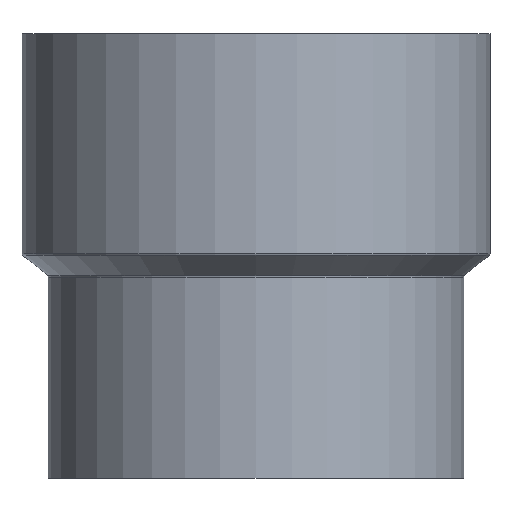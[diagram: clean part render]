
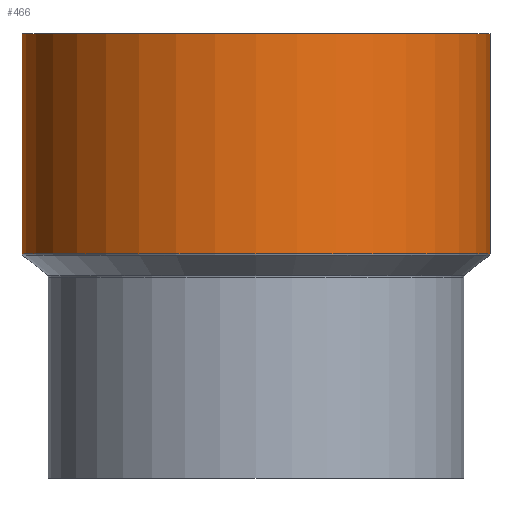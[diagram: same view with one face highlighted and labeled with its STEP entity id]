
A CAD part, front view. The second image highlights one B-rep face of the part: STEP entity #466.
In plain terms, the highlighted cylindrical face has radius 200 mm (diameter 400 mm), a partial arc.
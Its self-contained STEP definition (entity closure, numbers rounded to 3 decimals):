
#10 = ORIENTED_EDGE ( 'NONE', *, *, #629, .T. ) ;
#21 = EDGE_CURVE ( 'NONE', #174, #463, #256, .T. ) ;
#60 = DIRECTION ( 'NONE',  ( 0., 0., -1. ) ) ;
#65 = AXIS2_PLACEMENT_3D ( 'NONE', #279, #480, #639 ) ;
#81 = DIRECTION ( 'NONE',  ( 0., 0., -1. ) ) ;
#82 = EDGE_LOOP ( 'NONE', ( #600, #586, #10, #417 ) ) ;
#141 = AXIS2_PLACEMENT_3D ( 'NONE', #284, #60, #307 ) ;
#143 = CARTESIAN_POINT ( 'NONE',  ( 200., 0., 196.36 ) ) ;
#172 = EDGE_CURVE ( 'NONE', #174, #272, #204, .T. ) ;
#174 = VERTEX_POINT ( 'NONE', #143 ) ;
#187 = VECTOR ( 'NONE', #81, 1000. ) ;
#196 = CARTESIAN_POINT ( 'NONE',  ( -200., 0., 8.321 ) ) ;
#204 = LINE ( 'NONE', #404, #215 ) ;
#215 = VECTOR ( 'NONE', #559, 1000. ) ;
#220 = CARTESIAN_POINT ( 'NONE',  ( -200., 0., 196.36 ) ) ;
#256 = CIRCLE ( 'NONE', #65, 200. ) ;
#272 = VERTEX_POINT ( 'NONE', #612 ) ;
#279 = CARTESIAN_POINT ( 'NONE',  ( 0., 0., 196.36 ) ) ;
#284 = CARTESIAN_POINT ( 'NONE',  ( 0., 0., -16.533 ) ) ;
#294 = DIRECTION ( 'NONE',  ( -1., 0., 0. ) ) ;
#307 = DIRECTION ( 'NONE',  ( -1., 0., 0. ) ) ;
#344 = LINE ( 'NONE', #497, #187 ) ;
#384 = CARTESIAN_POINT ( 'NONE',  ( 0., 0., 8.321 ) ) ;
#404 = CARTESIAN_POINT ( 'NONE',  ( 200., 0., -16.533 ) ) ;
#411 = CIRCLE ( 'NONE', #441, 200. ) ;
#417 = ORIENTED_EDGE ( 'NONE', *, *, #581, .F. ) ;
#441 = AXIS2_PLACEMENT_3D ( 'NONE', #384, #597, #294 ) ;
#463 = VERTEX_POINT ( 'NONE', #220 ) ;
#466 = ADVANCED_FACE ( 'NONE', ( #569 ), #622, .T. ) ;
#480 = DIRECTION ( 'NONE',  ( 0., 0., -1. ) ) ;
#497 = CARTESIAN_POINT ( 'NONE',  ( -200., 0., -16.533 ) ) ;
#559 = DIRECTION ( 'NONE',  ( 0., 0., -1. ) ) ;
#569 = FACE_OUTER_BOUND ( 'NONE', #82, .T. ) ;
#581 = EDGE_CURVE ( 'NONE', #272, #627, #411, .T. ) ;
#586 = ORIENTED_EDGE ( 'NONE', *, *, #21, .T. ) ;
#597 = DIRECTION ( 'NONE',  ( 0., 0., -1. ) ) ;
#600 = ORIENTED_EDGE ( 'NONE', *, *, #172, .F. ) ;
#612 = CARTESIAN_POINT ( 'NONE',  ( 200., 0., 8.321 ) ) ;
#622 = CYLINDRICAL_SURFACE ( 'NONE', #141, 200. ) ;
#627 = VERTEX_POINT ( 'NONE', #196 ) ;
#629 = EDGE_CURVE ( 'NONE', #463, #627, #344, .T. ) ;
#639 = DIRECTION ( 'NONE',  ( -1., 0., 0. ) ) ;
